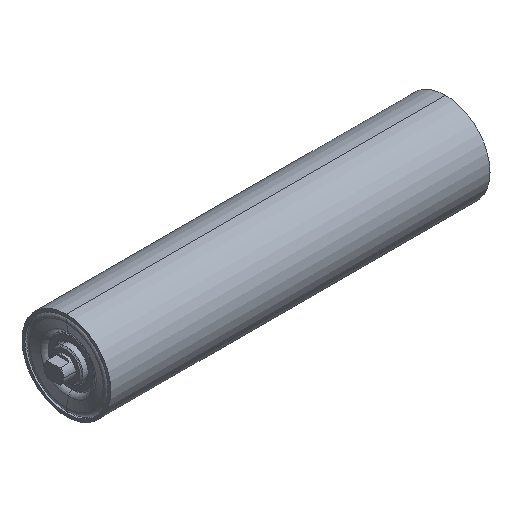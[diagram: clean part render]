
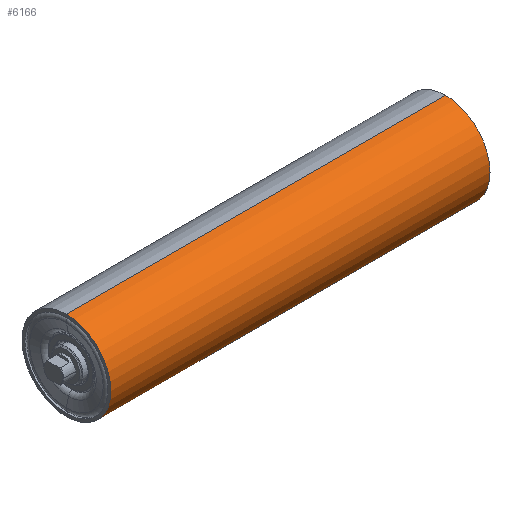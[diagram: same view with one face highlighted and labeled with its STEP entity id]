
A CAD part, isometric view. The second image highlights one B-rep face of the part: STEP entity #6166.
In plain terms, the highlighted cylindrical face has radius 44.5 mm (diameter 89 mm), a partial arc.
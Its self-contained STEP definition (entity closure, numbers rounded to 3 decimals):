
#101 = DIRECTION ( 'NONE',  ( 1., 0., 0. ) ) ;
#1791 = CARTESIAN_POINT ( 'NONE',  ( 380., 0., -44.5 ) ) ;
#2174 = DIRECTION ( 'NONE',  ( -1., 0., 0. ) ) ;
#3641 = CARTESIAN_POINT ( 'NONE',  ( 380., 0., 0. ) ) ;
#4553 = CIRCLE ( 'NONE', #24103, 44.5 ) ;
#5065 = EDGE_CURVE ( 'NONE', #10080, #24836, #15077, .T. ) ;
#5487 = ORIENTED_EDGE ( 'NONE', *, *, #17104, .F. ) ;
#5555 = DIRECTION ( 'NONE',  ( -1., 0., 0. ) ) ;
#5746 = CIRCLE ( 'NONE', #23141, 44.5 ) ;
#6166 = ADVANCED_FACE ( 'NONE', ( #15729 ), #25696, .T. ) ;
#6714 = CARTESIAN_POINT ( 'NONE',  ( 0., 0., -44.5 ) ) ;
#6944 = CARTESIAN_POINT ( 'NONE',  ( 380., 0., 44.5 ) ) ;
#7373 = ORIENTED_EDGE ( 'NONE', *, *, #23481, .F. ) ;
#7399 = CARTESIAN_POINT ( 'NONE',  ( 380., 0., 44.5 ) ) ;
#8419 = DIRECTION ( 'NONE',  ( -1., 0., 0. ) ) ;
#10009 = DIRECTION ( 'NONE',  ( 0., 0., 1. ) ) ;
#10080 = VERTEX_POINT ( 'NONE', #7399 ) ;
#10244 = CARTESIAN_POINT ( 'NONE',  ( 0., 0., 0. ) ) ;
#10542 = CARTESIAN_POINT ( 'NONE',  ( 380., 0., -44.5 ) ) ;
#10776 = EDGE_LOOP ( 'NONE', ( #7373, #5487, #23039, #20172 ) ) ;
#14517 = DIRECTION ( 'NONE',  ( 0., 0., -1. ) ) ;
#14762 = CARTESIAN_POINT ( 'NONE',  ( 380., 0., 0. ) ) ;
#15077 = LINE ( 'NONE', #6944, #15543 ) ;
#15402 = VECTOR ( 'NONE', #2174, 1000. ) ;
#15543 = VECTOR ( 'NONE', #8419, 1000. ) ;
#15729 = FACE_OUTER_BOUND ( 'NONE', #10776, .T. ) ;
#17104 = EDGE_CURVE ( 'NONE', #10080, #26688, #5746, .T. ) ;
#17695 = AXIS2_PLACEMENT_3D ( 'NONE', #3641, #5555, #10009 ) ;
#18474 = EDGE_CURVE ( 'NONE', #24836, #24604, #4553, .T. ) ;
#20172 = ORIENTED_EDGE ( 'NONE', *, *, #18474, .T. ) ;
#20573 = DIRECTION ( 'NONE',  ( 1., 0., 0. ) ) ;
#22024 = CARTESIAN_POINT ( 'NONE',  ( 0., 0., 44.5 ) ) ;
#22468 = LINE ( 'NONE', #1791, #15402 ) ;
#23039 = ORIENTED_EDGE ( 'NONE', *, *, #5065, .T. ) ;
#23141 = AXIS2_PLACEMENT_3D ( 'NONE', #14762, #101, #14517 ) ;
#23481 = EDGE_CURVE ( 'NONE', #26688, #24604, #22468, .T. ) ;
#24103 = AXIS2_PLACEMENT_3D ( 'NONE', #10244, #20573, #24942 ) ;
#24604 = VERTEX_POINT ( 'NONE', #6714 ) ;
#24836 = VERTEX_POINT ( 'NONE', #22024 ) ;
#24942 = DIRECTION ( 'NONE',  ( 0., 0., -1. ) ) ;
#25696 = CYLINDRICAL_SURFACE ( 'NONE', #17695, 44.5 ) ;
#26688 = VERTEX_POINT ( 'NONE', #10542 ) ;
